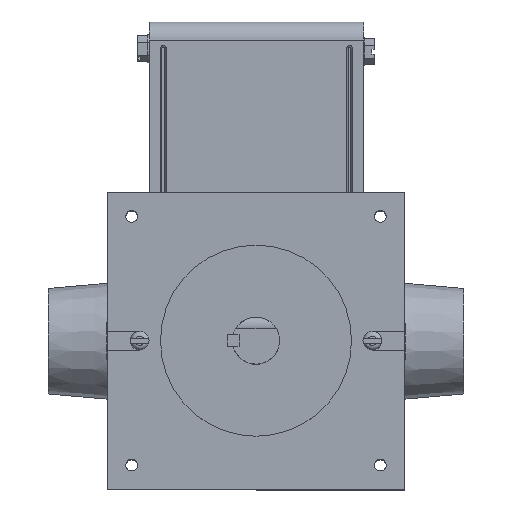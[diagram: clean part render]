
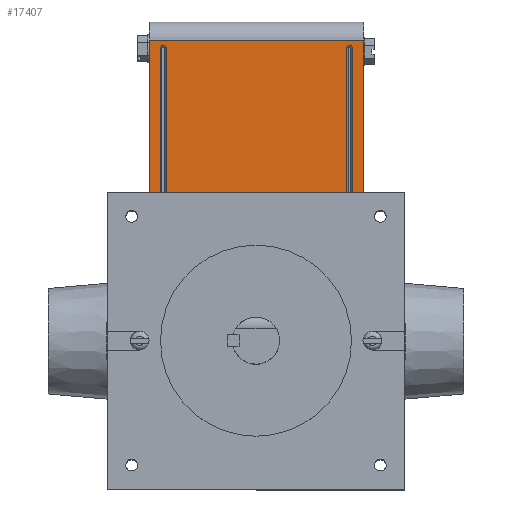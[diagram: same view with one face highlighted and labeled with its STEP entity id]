
A CAD part, top view. The second image highlights one B-rep face of the part: STEP entity #17407.
In plain terms, the highlighted planar face has unit normal (0, 0, 1).
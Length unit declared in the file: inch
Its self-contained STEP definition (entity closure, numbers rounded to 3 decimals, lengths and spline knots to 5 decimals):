
#46 = VECTOR ( 'NONE', #7760, 39.37008 ) ;
#179 = LINE ( 'NONE', #15095, #4919 ) ;
#270 = LINE ( 'NONE', #14237, #5880 ) ;
#280 = AXIS2_PLACEMENT_3D ( 'NONE', #11009, #16601, #5441 ) ;
#561 = CIRCLE ( 'NONE', #6801, 0.03125 ) ;
#567 = CARTESIAN_POINT ( 'NONE',  ( 1.1387, 3.183, -4.02795 ) ) ;
#616 = VECTOR ( 'NONE', #2176, 39.37008 ) ;
#1161 = CARTESIAN_POINT ( 'NONE',  ( -0.94875, 1.56662, -4.02795 ) ) ;
#1272 = CARTESIAN_POINT ( 'NONE',  ( -0.94875, 3.0926, -4.02795 ) ) ;
#1333 = ORIENTED_EDGE ( 'NONE', *, *, #15589, .F. ) ;
#1359 = CARTESIAN_POINT ( 'NONE',  ( 0.95745, 0., -4.02795 ) ) ;
#1401 = CARTESIAN_POINT ( 'NONE',  ( 1.1387, 3.183, -4.02795 ) ) ;
#1584 = DIRECTION ( 'NONE',  ( 1., 0., 0. ) ) ;
#1674 = ORIENTED_EDGE ( 'NONE', *, *, #16632, .T. ) ;
#1807 = CIRCLE ( 'NONE', #280, 0.03125 ) ;
#1834 = EDGE_CURVE ( 'NONE', #17584, #10403, #5236, .T. ) ;
#1835 = CARTESIAN_POINT ( 'NONE',  ( -1.01125, 1.56662, -4.02795 ) ) ;
#1844 = VERTEX_POINT ( 'NONE', #4248 ) ;
#1861 = CARTESIAN_POINT ( 'NONE',  ( 0.95745, 3.0926, -4.02795 ) ) ;
#2176 = DIRECTION ( 'NONE',  ( 0., 1., 0. ) ) ;
#2178 = DIRECTION ( 'NONE',  ( 1., 0., 0. ) ) ;
#2204 = DIRECTION ( 'NONE',  ( -1., 0., 0. ) ) ;
#2318 = VERTEX_POINT ( 'NONE', #15065 ) ;
#2803 = CARTESIAN_POINT ( 'NONE',  ( 0.9887, 1.56662, -4.02795 ) ) ;
#2850 = VECTOR ( 'NONE', #8319, 39.37008 ) ;
#2884 = EDGE_CURVE ( 'NONE', #2318, #7556, #3850, .T. ) ;
#3044 = VECTOR ( 'NONE', #2204, 39.37008 ) ;
#3195 = VERTEX_POINT ( 'NONE', #14660 ) ;
#3231 = EDGE_CURVE ( 'NONE', #3329, #6972, #17200, .T. ) ;
#3329 = VERTEX_POINT ( 'NONE', #1161 ) ;
#3656 = DIRECTION ( 'NONE',  ( 0., 0., -1. ) ) ;
#3678 = CARTESIAN_POINT ( 'NONE',  ( 1.1387, 1.11662, -4.02795 ) ) ;
#3850 = CIRCLE ( 'NONE', #5016, 0.03125 ) ;
#4049 = ORIENTED_EDGE ( 'NONE', *, *, #4270, .T. ) ;
#4248 = CARTESIAN_POINT ( 'NONE',  ( -1.01125, 3.0926, -4.02795 ) ) ;
#4270 = EDGE_CURVE ( 'NONE', #9499, #17584, #270, .T. ) ;
#4494 = AXIS2_PLACEMENT_3D ( 'NONE', #9333, #3656, #2178 ) ;
#4738 = DIRECTION ( 'NONE',  ( 0., 0., -1. ) ) ;
#4919 = VECTOR ( 'NONE', #17904, 39.37008 ) ;
#4950 = CARTESIAN_POINT ( 'NONE',  ( 1.1387, 1.11662, -4.02795 ) ) ;
#4983 = ORIENTED_EDGE ( 'NONE', *, *, #9371, .T. ) ;
#5016 = AXIS2_PLACEMENT_3D ( 'NONE', #2803, #8347, #5656 ) ;
#5236 = LINE ( 'NONE', #1401, #2850 ) ;
#5441 = DIRECTION ( 'NONE',  ( 1., 0., 0. ) ) ;
#5564 = ORIENTED_EDGE ( 'NONE', *, *, #11531, .F. ) ;
#5626 = CARTESIAN_POINT ( 'NONE',  ( 1.01995, 1.56662, -4.02795 ) ) ;
#5656 = DIRECTION ( 'NONE',  ( 1., 0., 0. ) ) ;
#5786 = EDGE_LOOP ( 'NONE', ( #1674, #14741, #10078, #6015 ) ) ;
#5880 = VECTOR ( 'NONE', #11511, 39.37008 ) ;
#6015 = ORIENTED_EDGE ( 'NONE', *, *, #2884, .F. ) ;
#6203 = DIRECTION ( 'NONE',  ( 1., 0., 0. ) ) ;
#6221 = CARTESIAN_POINT ( 'NONE',  ( -1.13, 0., -4.02795 ) ) ;
#6270 = ORIENTED_EDGE ( 'NONE', *, *, #3231, .F. ) ;
#6442 = FACE_BOUND ( 'NONE', #10525, .T. ) ;
#6754 = LINE ( 'NONE', #3678, #3044 ) ;
#6779 = EDGE_LOOP ( 'NONE', ( #13260, #1333, #17327, #4049 ) ) ;
#6801 = AXIS2_PLACEMENT_3D ( 'NONE', #16123, #4738, #6203 ) ;
#6890 = DIRECTION ( 'NONE',  ( 0., 1., 0. ) ) ;
#6972 = VERTEX_POINT ( 'NONE', #1272 ) ;
#7294 = PLANE ( 'NONE',  #16583 ) ;
#7556 = VERTEX_POINT ( 'NONE', #5626 ) ;
#7757 = FACE_OUTER_BOUND ( 'NONE', #6779, .T. ) ;
#7760 = DIRECTION ( 'NONE',  ( 0., 1., 0. ) ) ;
#7833 = LINE ( 'NONE', #8739, #46 ) ;
#8276 = EDGE_CURVE ( 'NONE', #3329, #10723, #561, .T. ) ;
#8319 = DIRECTION ( 'NONE',  ( -1., 0., 0. ) ) ;
#8347 = DIRECTION ( 'NONE',  ( 0., 0., 1. ) ) ;
#8701 = CARTESIAN_POINT ( 'NONE',  ( 1.1387, 0., -4.02795 ) ) ;
#8739 = CARTESIAN_POINT ( 'NONE',  ( -1.01125, 0., -4.02795 ) ) ;
#9075 = CARTESIAN_POINT ( 'NONE',  ( -0.94875, 0., -4.02795 ) ) ;
#9301 = VERTEX_POINT ( 'NONE', #1861 ) ;
#9333 = CARTESIAN_POINT ( 'NONE',  ( 0.9887, 3.0926, -4.02795 ) ) ;
#9371 = EDGE_CURVE ( 'NONE', #10723, #1844, #7833, .T. ) ;
#9449 = EDGE_CURVE ( 'NONE', #9499, #3195, #6754, .T. ) ;
#9499 = VERTEX_POINT ( 'NONE', #4950 ) ;
#9960 = DIRECTION ( 'NONE',  ( 0., 0., 1. ) ) ;
#10078 = ORIENTED_EDGE ( 'NONE', *, *, #17301, .F. ) ;
#10403 = VERTEX_POINT ( 'NONE', #15629 ) ;
#10525 = EDGE_LOOP ( 'NONE', ( #6270, #15834, #4983, #5564 ) ) ;
#10723 = VERTEX_POINT ( 'NONE', #1835 ) ;
#11009 = CARTESIAN_POINT ( 'NONE',  ( -0.98, 3.0926, -4.02795 ) ) ;
#11511 = DIRECTION ( 'NONE',  ( 0., 1., 0. ) ) ;
#11531 = EDGE_CURVE ( 'NONE', #6972, #1844, #1807, .T. ) ;
#11822 = LINE ( 'NONE', #1359, #13324 ) ;
#11848 = DIRECTION ( 'NONE',  ( 0., 1., 0. ) ) ;
#12856 = CIRCLE ( 'NONE', #4494, 0.03125 ) ;
#13260 = ORIENTED_EDGE ( 'NONE', *, *, #1834, .T. ) ;
#13324 = VECTOR ( 'NONE', #6890, 39.37008 ) ;
#13401 = VERTEX_POINT ( 'NONE', #14767 ) ;
#14237 = CARTESIAN_POINT ( 'NONE',  ( 1.1387, 0., -4.02795 ) ) ;
#14660 = CARTESIAN_POINT ( 'NONE',  ( -1.13, 1.11662, -4.02795 ) ) ;
#14741 = ORIENTED_EDGE ( 'NONE', *, *, #17174, .T. ) ;
#14767 = CARTESIAN_POINT ( 'NONE',  ( 1.01995, 3.0926, -4.02795 ) ) ;
#15065 = CARTESIAN_POINT ( 'NONE',  ( 0.95745, 1.56662, -4.02795 ) ) ;
#15095 = CARTESIAN_POINT ( 'NONE',  ( 1.01995, 0., -4.02795 ) ) ;
#15589 = EDGE_CURVE ( 'NONE', #3195, #10403, #15800, .T. ) ;
#15629 = CARTESIAN_POINT ( 'NONE',  ( -1.13, 3.183, -4.02795 ) ) ;
#15800 = LINE ( 'NONE', #6221, #17337 ) ;
#15834 = ORIENTED_EDGE ( 'NONE', *, *, #8276, .T. ) ;
#16123 = CARTESIAN_POINT ( 'NONE',  ( -0.98, 1.56662, -4.02795 ) ) ;
#16583 = AXIS2_PLACEMENT_3D ( 'NONE', #8701, #9960, #1584 ) ;
#16601 = DIRECTION ( 'NONE',  ( 0., 0., 1. ) ) ;
#16632 = EDGE_CURVE ( 'NONE', #2318, #9301, #11822, .T. ) ;
#17174 = EDGE_CURVE ( 'NONE', #9301, #13401, #12856, .T. ) ;
#17189 = FACE_BOUND ( 'NONE', #5786, .T. ) ;
#17200 = LINE ( 'NONE', #9075, #616 ) ;
#17301 = EDGE_CURVE ( 'NONE', #7556, #13401, #179, .T. ) ;
#17327 = ORIENTED_EDGE ( 'NONE', *, *, #9449, .F. ) ;
#17337 = VECTOR ( 'NONE', #11848, 39.37008 ) ;
#17407 = ADVANCED_FACE ( 'NONE', ( #7757, #6442, #17189 ), #7294, .T. ) ;
#17584 = VERTEX_POINT ( 'NONE', #567 ) ;
#17904 = DIRECTION ( 'NONE',  ( 0., 1., 0. ) ) ;
